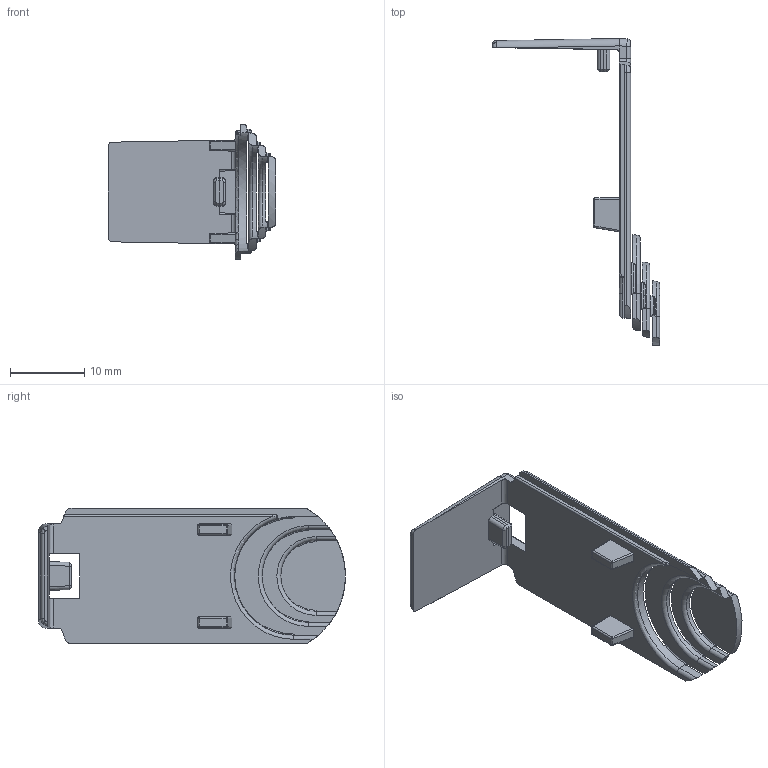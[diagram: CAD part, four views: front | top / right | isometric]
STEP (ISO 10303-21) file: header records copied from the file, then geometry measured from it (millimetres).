
FILE_DESCRIPTION(/* description */ ('Berührungsschutz'),/* implementation_level */ '2;1');
FILE_NAME(/* name */ 'STP-27214.0_BS-SVBKA_95_LG.stp',/* time_stamp */ '2017-10-06T10:08:52+02:00',/* author */ ('A.Robertus'),/* organization */ ('CONTA-CLIP Verbindungstechnik GmbH'),/* preprocessor_version */ 'ST-DEVELOPER v16.1',/* originating_system */ 'Autodesk Inventor 2016',/* authorisation */ '');
FILE_SCHEMA (('AUTOMOTIVE_DESIGN { 1 0 10303 214 3 1 1 }'));
Length unit declared in the file: millimetre
Products named in the file (1): 27214.0_BS-SVBKA_95_LG
Bounding box: 22.5 x 41.31 x 18.3 mm (x, y, z)
Volume: 1205.5 mm3; surface area: 2251.7 mm2
Topology: 1 solids, 1 shells, 306 faces, 789 edges, 472 vertices
Faces by surface type: cylinder 101, plane 79, bspline 67, torus 30, cone 19, sphere 10
Entity records: 11398 total; most frequent: CARTESIAN_POINT 4265, ORIENTED_EDGE 1562, DIRECTION 1425, EDGE_CURVE 781, AXIS2_PLACEMENT_3D 553, VERTEX_POINT 472, LINE 319, VECTOR 319
